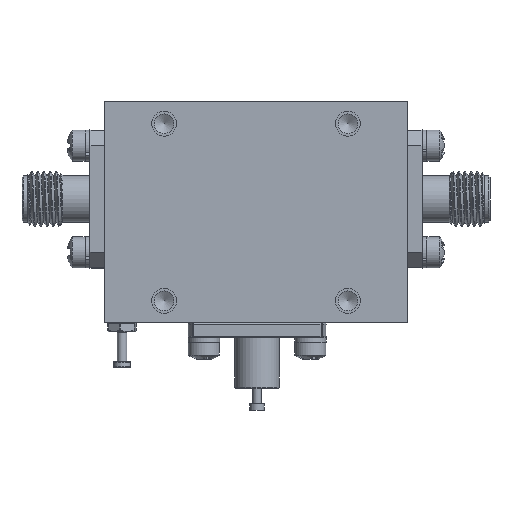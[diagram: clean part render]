
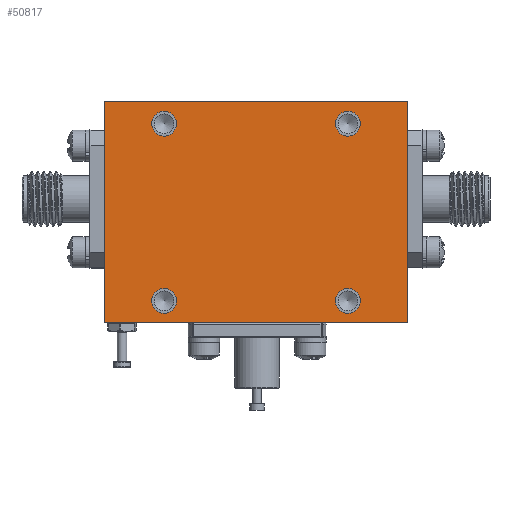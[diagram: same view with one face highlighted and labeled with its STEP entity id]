
A CAD part, front view. The second image highlights one B-rep face of the part: STEP entity #50817.
In plain terms, the highlighted planar face has unit normal (0, -1, 0).
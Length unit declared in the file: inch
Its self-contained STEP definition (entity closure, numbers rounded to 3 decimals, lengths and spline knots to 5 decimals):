
#166 = ORIENTED_EDGE ( 'NONE', *, *, #26780, .F. ) ;
#587 = VERTEX_POINT ( 'NONE', #37224 ) ;
#1407 = FACE_BOUND ( 'NONE', #13904, .T. ) ;
#1654 = FACE_OUTER_BOUND ( 'NONE', #18686, .T. ) ;
#1769 = DIRECTION ( 'NONE',  ( 0., 0., 1. ) ) ;
#1903 = DIRECTION ( 'NONE',  ( 0., 0., -1. ) ) ;
#4061 = ORIENTED_EDGE ( 'NONE', *, *, #50291, .F. ) ;
#4454 = CARTESIAN_POINT ( 'NONE',  ( -0.09837, -0.18221, -0.88473 ) ) ;
#5592 = ORIENTED_EDGE ( 'NONE', *, *, #6305, .F. ) ;
#5816 = LINE ( 'NONE', #10117, #41142 ) ;
#6069 = DIRECTION ( 'NONE',  ( 0., 0., -1. ) ) ;
#6305 = EDGE_CURVE ( 'NONE', #42020, #36624, #32840, .T. ) ;
#6577 = AXIS2_PLACEMENT_3D ( 'NONE', #47049, #21863, #17523 ) ;
#9591 = EDGE_LOOP ( 'NONE', ( #166 ) ) ;
#10117 = CARTESIAN_POINT ( 'NONE',  ( 0.17163, -0.18221, 0.01527 ) ) ;
#10528 = CARTESIAN_POINT ( 'NONE',  ( -1.19837, -0.18221, 0.01527 ) ) ;
#11693 = VECTOR ( 'NONE', #48692, 39.37008 ) ;
#12640 = CIRCLE ( 'NONE', #17017, 0.056 ) ;
#12921 = EDGE_CURVE ( 'NONE', #587, #587, #34958, .T. ) ;
#12985 = CARTESIAN_POINT ( 'NONE',  ( -0.92837, -0.18221, -0.88473 ) ) ;
#13904 = EDGE_LOOP ( 'NONE', ( #16006 ) ) ;
#14048 = DIRECTION ( 'NONE',  ( 0., -1., 0. ) ) ;
#15632 = CARTESIAN_POINT ( 'NONE',  ( -0.92837, -0.18221, -0.08473 ) ) ;
#16006 = ORIENTED_EDGE ( 'NONE', *, *, #23772, .F. ) ;
#16153 = CIRCLE ( 'NONE', #6577, 0.056 ) ;
#17017 = AXIS2_PLACEMENT_3D ( 'NONE', #12985, #14048, #17103 ) ;
#17071 = EDGE_CURVE ( 'NONE', #19178, #41615, #32137, .T. ) ;
#17103 = DIRECTION ( 'NONE',  ( 0., 0., -1. ) ) ;
#17523 = DIRECTION ( 'NONE',  ( 0., 0., -1. ) ) ;
#18686 = EDGE_LOOP ( 'NONE', ( #39034, #33414, #4061, #5592 ) ) ;
#19178 = VERTEX_POINT ( 'NONE', #38815 ) ;
#19419 = EDGE_LOOP ( 'NONE', ( #48920 ) ) ;
#20254 = DIRECTION ( 'NONE',  ( 0., -1., 0. ) ) ;
#21863 = DIRECTION ( 'NONE',  ( 0., -1., 0. ) ) ;
#22573 = PLANE ( 'NONE',  #48110 ) ;
#22837 = FACE_BOUND ( 'NONE', #19419, .T. ) ;
#23772 = EDGE_CURVE ( 'NONE', #38312, #38312, #12640, .T. ) ;
#24005 = CARTESIAN_POINT ( 'NONE',  ( -1.19837, -0.18221, -0.98473 ) ) ;
#24851 = DIRECTION ( 'NONE',  ( 0., -1., 0. ) ) ;
#25182 = VERTEX_POINT ( 'NONE', #29275 ) ;
#26077 = CARTESIAN_POINT ( 'NONE',  ( -0.09837, -0.18221, -0.94073 ) ) ;
#26284 = ORIENTED_EDGE ( 'NONE', *, *, #12921, .F. ) ;
#26780 = EDGE_CURVE ( 'NONE', #46690, #46690, #41532, .T. ) ;
#26861 = CARTESIAN_POINT ( 'NONE',  ( -0.92837, -0.18221, -0.94073 ) ) ;
#27950 = CARTESIAN_POINT ( 'NONE',  ( -1.19837, -0.18221, 0.01527 ) ) ;
#29185 = EDGE_LOOP ( 'NONE', ( #26284 ) ) ;
#29275 = CARTESIAN_POINT ( 'NONE',  ( -0.09837, -0.18221, -0.14073 ) ) ;
#30848 = VECTOR ( 'NONE', #1769, 39.37008 ) ;
#32137 = LINE ( 'NONE', #35427, #11693 ) ;
#32326 = AXIS2_PLACEMENT_3D ( 'NONE', #15632, #20254, #53363 ) ;
#32840 = LINE ( 'NONE', #27950, #46744 ) ;
#33414 = ORIENTED_EDGE ( 'NONE', *, *, #17071, .F. ) ;
#34958 = CIRCLE ( 'NONE', #32326, 0.056 ) ;
#35301 = FACE_BOUND ( 'NONE', #29185, .T. ) ;
#35427 = CARTESIAN_POINT ( 'NONE',  ( -1.19837, -0.18221, -0.98473 ) ) ;
#36382 = DIRECTION ( 'NONE',  ( 1., 0., 0. ) ) ;
#36624 = VERTEX_POINT ( 'NONE', #39033 ) ;
#36668 = CARTESIAN_POINT ( 'NONE',  ( -1.19837, -0.18221, 0.01527 ) ) ;
#37224 = CARTESIAN_POINT ( 'NONE',  ( -0.92837, -0.18221, -0.14073 ) ) ;
#38312 = VERTEX_POINT ( 'NONE', #26861 ) ;
#38815 = CARTESIAN_POINT ( 'NONE',  ( 0.17163, -0.18221, -0.98473 ) ) ;
#38860 = FACE_BOUND ( 'NONE', #9591, .T. ) ;
#39033 = CARTESIAN_POINT ( 'NONE',  ( 0.17163, -0.18221, 0.01527 ) ) ;
#39034 = ORIENTED_EDGE ( 'NONE', *, *, #44473, .F. ) ;
#41142 = VECTOR ( 'NONE', #6069, 39.37008 ) ;
#41532 = CIRCLE ( 'NONE', #47560, 0.056 ) ;
#41615 = VERTEX_POINT ( 'NONE', #24005 ) ;
#42020 = VERTEX_POINT ( 'NONE', #36668 ) ;
#43697 = DIRECTION ( 'NONE',  ( 0., -1., 0. ) ) ;
#44473 = EDGE_CURVE ( 'NONE', #41615, #42020, #47090, .T. ) ;
#46275 = CARTESIAN_POINT ( 'NONE',  ( -1.19837, -0.18221, 0.01527 ) ) ;
#46690 = VERTEX_POINT ( 'NONE', #26077 ) ;
#46744 = VECTOR ( 'NONE', #36382, 39.37008 ) ;
#47049 = CARTESIAN_POINT ( 'NONE',  ( -0.09837, -0.18221, -0.08473 ) ) ;
#47090 = LINE ( 'NONE', #46275, #30848 ) ;
#47560 = AXIS2_PLACEMENT_3D ( 'NONE', #4454, #24851, #49551 ) ;
#48110 = AXIS2_PLACEMENT_3D ( 'NONE', #10528, #43697, #1903 ) ;
#48692 = DIRECTION ( 'NONE',  ( -1., 0., 0. ) ) ;
#48920 = ORIENTED_EDGE ( 'NONE', *, *, #53307, .F. ) ;
#49551 = DIRECTION ( 'NONE',  ( 0., 0., -1. ) ) ;
#50291 = EDGE_CURVE ( 'NONE', #36624, #19178, #5816, .T. ) ;
#50817 = ADVANCED_FACE ( 'NONE', ( #38860, #1407, #35301, #22837, #1654 ), #22573, .T. ) ;
#53307 = EDGE_CURVE ( 'NONE', #25182, #25182, #16153, .T. ) ;
#53363 = DIRECTION ( 'NONE',  ( 0., 0., -1. ) ) ;
